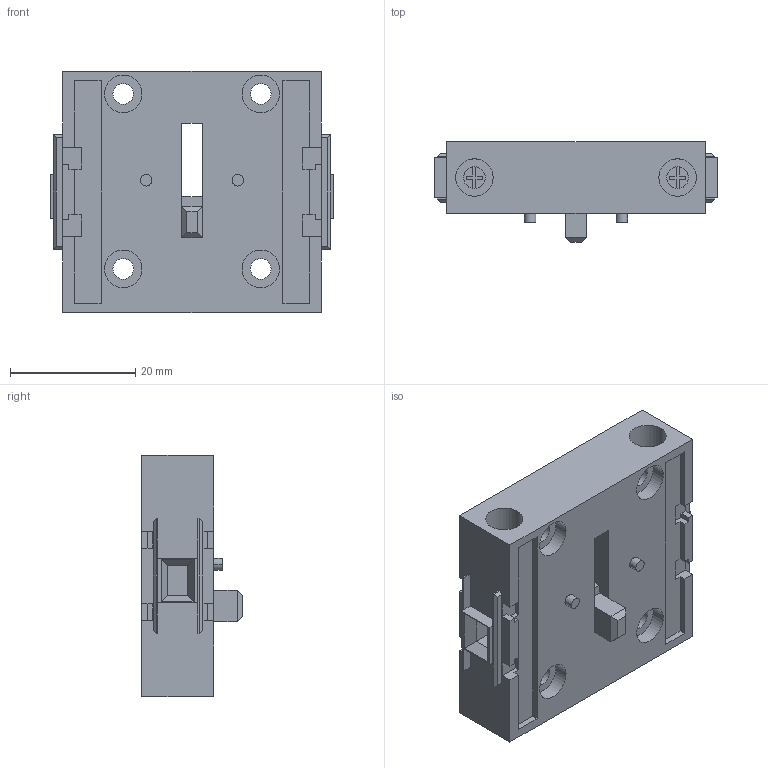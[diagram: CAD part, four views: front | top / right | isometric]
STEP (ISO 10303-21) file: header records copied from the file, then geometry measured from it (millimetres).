
FILE_DESCRIPTION((''),'2;1');
FILE_NAME('VZN11','2018-03-30T',('SESA468396'),('Schneider-Electric'),'PRO/ENGINEER BY PARAMETRIC TECHNOLOGY CORPORATION, 2015440','PRO/ENGINEER BY PARAMETRIC TECHNOLOGY CORPORATION, 2015440','');
FILE_SCHEMA(('CONFIG_CONTROL_DESIGN'));
Length unit declared in the file: millimetre
Products named in the file (1): VZN11
Bounding box: 45.4 x 16.1 x 38.6 mm (x, y, z)
Volume: 15684.9 mm3; surface area: 7399.9 mm2
Topology: 1 solids, 1 shells, 264 faces, 702 edges, 458 vertices
Faces by surface type: plane 228, cylinder 36
Entity records: 8132 total; most frequent: CARTESIAN_POINT 1424, ORIENTED_EDGE 1404, DIRECTION 1318, EDGE_CURVE 702, VECTOR 614, LINE 614, VERTEX_POINT 458, AXIS2_PLACEMENT_3D 352
